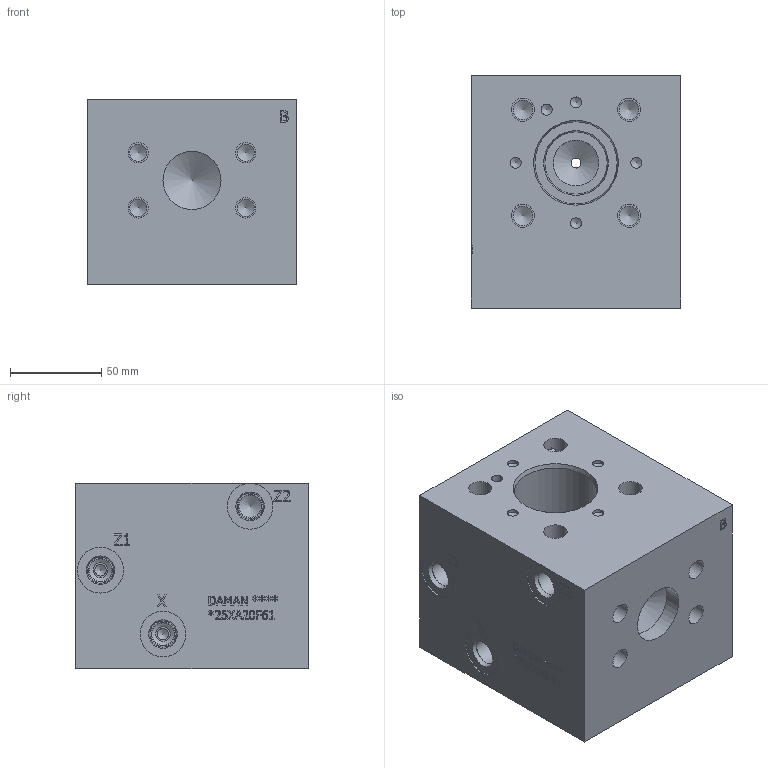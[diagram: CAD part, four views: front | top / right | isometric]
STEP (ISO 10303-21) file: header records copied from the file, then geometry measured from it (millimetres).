
FILE_DESCRIPTION(/* description */ (''),/* implementation_level */ '2;1');
FILE_NAME(/* name */ '_25XA20F61.stp',/* time_stamp */ '2021-09-29T13:09:23-04:00',/* author */ ('trevorh'),/* organization */ (''),/* preprocessor_version */ 'ST-DEVELOPER v18',/* originating_system */ 'Autodesk Inventor 2020',/* authorisation */ '');
FILE_SCHEMA (('CONFIG_CONTROL_DESIGN'));
Length unit declared in the file: millimetre
Products named in the file (1): Part_A25XA20F61_3D
Bounding box: 114.3 x 127 x 101.6 mm (x, y, z)
Volume: 1271572.9 mm3; surface area: 116066.3 mm2
Topology: 1 solids, 1 shells, 579 faces, 1606 edges, 1094 vertices
Faces by surface type: plane 355, bspline 101, cylinder 75, cone 48
Full cylindrical faces by diameter (mm): 5.994 x5, 6.35 x2, 7.925 x7, 8.001 x2, 9.347 x8, 9.525 x8, 10.719 x4, 11.125 x8, 12.294 x4, 12.7 x4, 12.9 x2, 12.903 x2, 14.275 x4, 14.529 x4, 24.994 x1, 25.019 x4, 31.75 x2, 34.036 x1, 45.009 x1, 46.33 x1
Entity records: 19445 total; most frequent: CARTESIAN_POINT 4618, ORIENTED_EDGE 3152, DIRECTION 2611, EDGE_CURVE 1576, VERTEX_POINT 1094, LINE 1083, VECTOR 1083, AXIS2_PLACEMENT_3D 764
